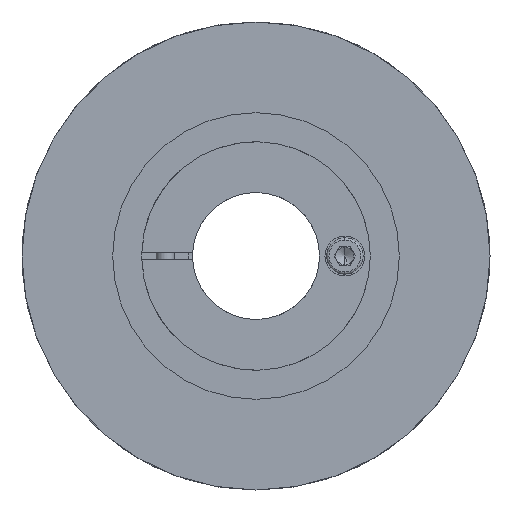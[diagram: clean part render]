
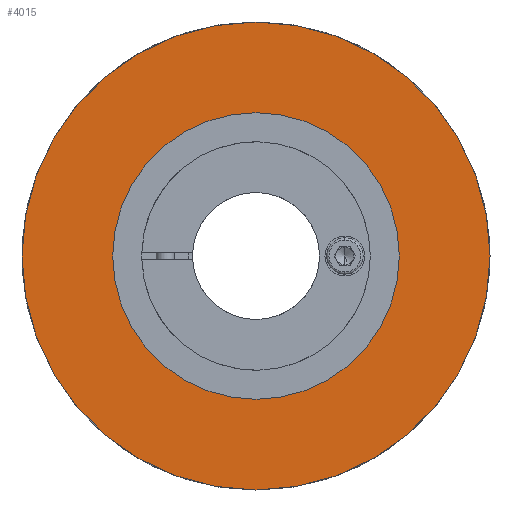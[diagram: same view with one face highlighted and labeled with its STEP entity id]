
A CAD part, left-side view. The second image highlights one B-rep face of the part: STEP entity #4015.
In plain terms, the highlighted planar face has unit normal (-1, 0, 0).
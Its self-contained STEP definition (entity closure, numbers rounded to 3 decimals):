
#61 = CIRCLE ( 'NONE', #2578, 64.5 ) ;
#127 = FACE_BOUND ( 'NONE', #2031, .T. ) ;
#196 = CARTESIAN_POINT ( 'NONE',  ( 0., 0., 64.5 ) ) ;
#314 = CIRCLE ( 'NONE', #4840, 39.5 ) ;
#385 = CARTESIAN_POINT ( 'NONE',  ( 0., 0., 0. ) ) ;
#584 = CARTESIAN_POINT ( 'NONE',  ( 0., 0., 0. ) ) ;
#705 = CARTESIAN_POINT ( 'NONE',  ( 0., 0., 39.5 ) ) ;
#728 = CARTESIAN_POINT ( 'NONE',  ( 0., 0., 0. ) ) ;
#793 = CARTESIAN_POINT ( 'NONE',  ( 0., 0., 0. ) ) ;
#894 = CARTESIAN_POINT ( 'NONE',  ( 0., 0., -39.5 ) ) ;
#1645 = FACE_OUTER_BOUND ( 'NONE', #5077, .T. ) ;
#1818 = EDGE_CURVE ( 'NONE', #2145, #2314, #3422, .T. ) ;
#2021 = PLANE ( 'NONE',  #3959 ) ;
#2031 = EDGE_LOOP ( 'NONE', ( #5378, #3354 ) ) ;
#2133 = AXIS2_PLACEMENT_3D ( 'NONE', #385, #3852, #5206 ) ;
#2145 = VERTEX_POINT ( 'NONE', #894 ) ;
#2314 = VERTEX_POINT ( 'NONE', #705 ) ;
#2537 = DIRECTION ( 'NONE',  ( 0., 0., -1. ) ) ;
#2552 = CIRCLE ( 'NONE', #4744, 64.5 ) ;
#2574 = DIRECTION ( 'NONE',  ( -1., 0., 0. ) ) ;
#2578 = AXIS2_PLACEMENT_3D ( 'NONE', #584, #2891, #2867 ) ;
#2867 = DIRECTION ( 'NONE',  ( 0., 0., 1. ) ) ;
#2891 = DIRECTION ( 'NONE',  ( -1., 0., 0. ) ) ;
#3144 = CARTESIAN_POINT ( 'NONE',  ( 0., 0., -64.5 ) ) ;
#3231 = VERTEX_POINT ( 'NONE', #3144 ) ;
#3286 = DIRECTION ( 'NONE',  ( 0., 0., 1. ) ) ;
#3354 = ORIENTED_EDGE ( 'NONE', *, *, #1818, .F. ) ;
#3377 = DIRECTION ( 'NONE',  ( 1., 0., 0. ) ) ;
#3422 = CIRCLE ( 'NONE', #2133, 39.5 ) ;
#3699 = DIRECTION ( 'NONE',  ( -1., 0., 0. ) ) ;
#3852 = DIRECTION ( 'NONE',  ( -1., 0., 0. ) ) ;
#3959 = AXIS2_PLACEMENT_3D ( 'NONE', #728, #3377, #2537 ) ;
#4015 = ADVANCED_FACE ( 'NONE', ( #127, #1645 ), #2021, .F. ) ;
#4185 = VERTEX_POINT ( 'NONE', #196 ) ;
#4344 = EDGE_CURVE ( 'NONE', #4185, #3231, #61, .T. ) ;
#4744 = AXIS2_PLACEMENT_3D ( 'NONE', #793, #2574, #5618 ) ;
#4840 = AXIS2_PLACEMENT_3D ( 'NONE', #5471, #3699, #3286 ) ;
#4851 = ORIENTED_EDGE ( 'NONE', *, *, #4344, .T. ) ;
#4888 = ORIENTED_EDGE ( 'NONE', *, *, #5667, .T. ) ;
#5077 = EDGE_LOOP ( 'NONE', ( #4851, #4888 ) ) ;
#5206 = DIRECTION ( 'NONE',  ( 0., 0., 1. ) ) ;
#5378 = ORIENTED_EDGE ( 'NONE', *, *, #5463, .F. ) ;
#5463 = EDGE_CURVE ( 'NONE', #2314, #2145, #314, .T. ) ;
#5471 = CARTESIAN_POINT ( 'NONE',  ( 0., 0., 0. ) ) ;
#5618 = DIRECTION ( 'NONE',  ( 0., 0., 1. ) ) ;
#5667 = EDGE_CURVE ( 'NONE', #3231, #4185, #2552, .T. ) ;
